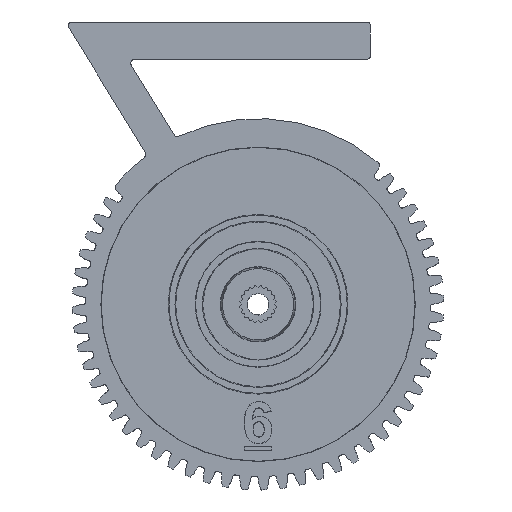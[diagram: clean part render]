
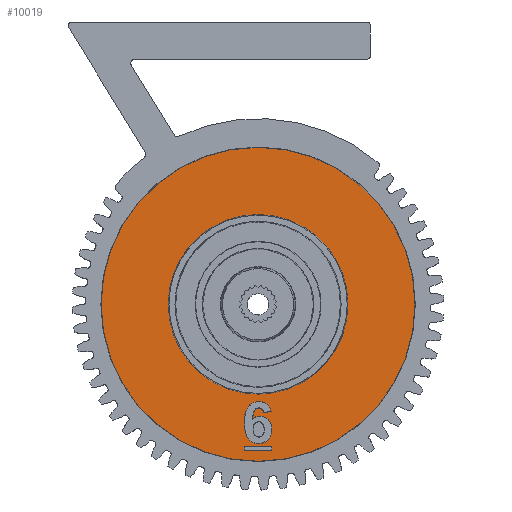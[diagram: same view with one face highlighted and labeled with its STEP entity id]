
A CAD part, top view. The second image highlights one B-rep face of the part: STEP entity #10019.
In plain terms, the highlighted planar face has unit normal (0, 0, 1).
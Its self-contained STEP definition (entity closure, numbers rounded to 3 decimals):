
#23=ELLIPSE('',#10757,15.004,4.459);
#24=ELLIPSE('',#10758,1.783,0.968);
#25=ELLIPSE('',#10759,35.227,3.104);
#26=ELLIPSE('',#10760,49.281,7.599);
#27=ELLIPSE('',#10761,35.134,7.565);
#28=ELLIPSE('',#10762,225.742,19.09);
#29=ELLIPSE('',#10763,92.349,12.588);
#30=ELLIPSE('',#10764,29.345,6.433);
#598=B_SPLINE_CURVE_WITH_KNOTS('',3,(#18482,#18483,#18484,#18485),
 .UNSPECIFIED.,.F.,.F.,(4,4),(0.,1.),.UNSPECIFIED.);
#599=B_SPLINE_CURVE_WITH_KNOTS('',3,(#18489,#18490,#18491,#18492),
 .UNSPECIFIED.,.F.,.F.,(4,4),(0.,1.),.UNSPECIFIED.);
#600=B_SPLINE_CURVE_WITH_KNOTS('',3,(#18498,#18499,#18500,#18501),
 .UNSPECIFIED.,.F.,.F.,(4,4),(0.,1.),.UNSPECIFIED.);
#601=B_SPLINE_CURVE_WITH_KNOTS('',3,(#18503,#18504,#18505,#18506),
 .UNSPECIFIED.,.F.,.F.,(4,4),(0.,1.),.UNSPECIFIED.);
#602=B_SPLINE_CURVE_WITH_KNOTS('',3,(#18510,#18511,#18512,#18513),
 .UNSPECIFIED.,.F.,.F.,(4,4),(0.,1.),.UNSPECIFIED.);
#603=B_SPLINE_CURVE_WITH_KNOTS('',3,(#18517,#18518,#18519,#18520),
 .UNSPECIFIED.,.F.,.F.,(4,4),(0.,1.),.UNSPECIFIED.);
#604=B_SPLINE_CURVE_WITH_KNOTS('',3,(#18522,#18523,#18524,#18525),
 .UNSPECIFIED.,.F.,.F.,(4,4),(0.,1.),.UNSPECIFIED.);
#1198=LINE('',#18470,#1888);
#1199=LINE('',#18472,#1889);
#1200=LINE('',#18474,#1890);
#1201=LINE('',#18475,#1891);
#1202=LINE('',#18480,#1892);
#1888=VECTOR('',#12501,0.5);
#1889=VECTOR('',#12502,3.651);
#1890=VECTOR('',#12503,0.5);
#1891=VECTOR('',#12504,3.651);
#1892=VECTOR('',#12507,1.027);
#2194=FACE_BOUND('',#3061,.T.);
#2195=FACE_BOUND('',#3062,.T.);
#2196=FACE_BOUND('',#3063,.T.);
#2522=FACE_OUTER_BOUND('',#3060,.T.);
#3060=EDGE_LOOP('',(#7408));
#3061=EDGE_LOOP('',(#7409,#7410,#7411,#7412));
#3062=EDGE_LOOP('',(#7413,#7414,#7415,#7416,#7417,#7418,#7419,#7420,#7421,
#7422,#7423,#7424,#7425,#7426,#7427,#7428));
#3063=EDGE_LOOP('',(#7429));
#3563=CIRCLE('',#10756,20.965);
#3564=CIRCLE('',#10765,12.);
#4364=VERTEX_POINT('',#18466);
#4365=VERTEX_POINT('',#18468);
#4366=VERTEX_POINT('',#18469);
#4367=VERTEX_POINT('',#18471);
#4368=VERTEX_POINT('',#18473);
#4369=VERTEX_POINT('',#18476);
#4370=VERTEX_POINT('',#18477);
#4371=VERTEX_POINT('',#18479);
#4372=VERTEX_POINT('',#18481);
#4373=VERTEX_POINT('',#18486);
#4374=VERTEX_POINT('',#18488);
#4375=VERTEX_POINT('',#18493);
#4376=VERTEX_POINT('',#18495);
#4377=VERTEX_POINT('',#18497);
#4378=VERTEX_POINT('',#18502);
#4379=VERTEX_POINT('',#18507);
#4380=VERTEX_POINT('',#18509);
#4381=VERTEX_POINT('',#18514);
#4382=VERTEX_POINT('',#18516);
#4383=VERTEX_POINT('',#18521);
#4384=VERTEX_POINT('',#18526);
#4385=VERTEX_POINT('',#18529);
#5670=EDGE_CURVE('',#4364,#4364,#3563,.T.);
#5671=EDGE_CURVE('',#4365,#4366,#1198,.T.);
#5672=EDGE_CURVE('',#4366,#4367,#1199,.T.);
#5673=EDGE_CURVE('',#4367,#4368,#1200,.T.);
#5674=EDGE_CURVE('',#4368,#4365,#1201,.T.);
#5675=EDGE_CURVE('',#4369,#4370,#23,.T.);
#5676=EDGE_CURVE('',#4371,#4369,#1202,.T.);
#5677=EDGE_CURVE('',#4372,#4371,#598,.T.);
#5678=EDGE_CURVE('',#4373,#4372,#24,.T.);
#5679=EDGE_CURVE('',#4374,#4373,#599,.T.);
#5680=EDGE_CURVE('',#4375,#4374,#25,.T.);
#5681=EDGE_CURVE('',#4376,#4375,#26,.T.);
#5682=EDGE_CURVE('',#4377,#4376,#600,.T.);
#5683=EDGE_CURVE('',#4378,#4377,#601,.T.);
#5684=EDGE_CURVE('',#4379,#4378,#27,.T.);
#5685=EDGE_CURVE('',#4380,#4379,#602,.T.);
#5686=EDGE_CURVE('',#4381,#4380,#28,.T.);
#5687=EDGE_CURVE('',#4382,#4381,#603,.T.);
#5688=EDGE_CURVE('',#4383,#4382,#604,.T.);
#5689=EDGE_CURVE('',#4384,#4383,#29,.T.);
#5690=EDGE_CURVE('',#4370,#4384,#30,.T.);
#5691=EDGE_CURVE('',#4385,#4385,#3564,.T.);
#7408=ORIENTED_EDGE('',*,*,#5670,.T.);
#7409=ORIENTED_EDGE('',*,*,#5671,.T.);
#7410=ORIENTED_EDGE('',*,*,#5672,.T.);
#7411=ORIENTED_EDGE('',*,*,#5673,.T.);
#7412=ORIENTED_EDGE('',*,*,#5674,.T.);
#7413=ORIENTED_EDGE('',*,*,#5675,.F.);
#7414=ORIENTED_EDGE('',*,*,#5676,.F.);
#7415=ORIENTED_EDGE('',*,*,#5677,.F.);
#7416=ORIENTED_EDGE('',*,*,#5678,.F.);
#7417=ORIENTED_EDGE('',*,*,#5679,.F.);
#7418=ORIENTED_EDGE('',*,*,#5680,.F.);
#7419=ORIENTED_EDGE('',*,*,#5681,.F.);
#7420=ORIENTED_EDGE('',*,*,#5682,.F.);
#7421=ORIENTED_EDGE('',*,*,#5683,.F.);
#7422=ORIENTED_EDGE('',*,*,#5684,.F.);
#7423=ORIENTED_EDGE('',*,*,#5685,.F.);
#7424=ORIENTED_EDGE('',*,*,#5686,.F.);
#7425=ORIENTED_EDGE('',*,*,#5687,.F.);
#7426=ORIENTED_EDGE('',*,*,#5688,.F.);
#7427=ORIENTED_EDGE('',*,*,#5689,.F.);
#7428=ORIENTED_EDGE('',*,*,#5690,.F.);
#7429=ORIENTED_EDGE('',*,*,#5691,.F.);
#9085=PLANE('',#10755);
#10019=ADVANCED_FACE('',(#2522,#2194,#2195,#2196),#9085,.T.);
#10755=AXIS2_PLACEMENT_3D('',#18465,#12497,#12498);
#10756=AXIS2_PLACEMENT_3D('',#18467,#12499,#12500);
#10757=AXIS2_PLACEMENT_3D('',#18478,#12505,#12506);
#10758=AXIS2_PLACEMENT_3D('',#18487,#12508,#12509);
#10759=AXIS2_PLACEMENT_3D('',#18494,#12510,#12511);
#10760=AXIS2_PLACEMENT_3D('',#18496,#12512,#12513);
#10761=AXIS2_PLACEMENT_3D('',#18508,#12514,#12515);
#10762=AXIS2_PLACEMENT_3D('',#18515,#12516,#12517);
#10763=AXIS2_PLACEMENT_3D('',#18527,#12518,#12519);
#10764=AXIS2_PLACEMENT_3D('',#18528,#12520,#12521);
#10765=AXIS2_PLACEMENT_3D('',#18530,#12522,#12523);
#12497=DIRECTION('center_axis',(0.,0.,1.));
#12498=DIRECTION('ref_axis',(1.,0.,0.));
#12499=DIRECTION('center_axis',(0.,0.,1.));
#12500=DIRECTION('ref_axis',(1.,0.,0.));
#12501=DIRECTION('',(0.,1.,0.));
#12502=DIRECTION('',(1.,0.,0.));
#12503=DIRECTION('',(0.,-1.,0.));
#12504=DIRECTION('',(-1.,0.,0.));
#12505=DIRECTION('center_axis',(0.,0.,1.));
#12506=DIRECTION('ref_axis',(-0.662,-0.75,0.));
#12507=DIRECTION('',(0.994,0.11,0.));
#12508=DIRECTION('center_axis',(0.,0.,-1.));
#12509=DIRECTION('ref_axis',(0.57,0.821,0.));
#12510=DIRECTION('center_axis',(0.,0.,-1.));
#12511=DIRECTION('ref_axis',(-0.253,0.967,0.));
#12512=DIRECTION('center_axis',(0.,0.,1.));
#12513=DIRECTION('ref_axis',(0.368,-0.93,0.));
#12514=DIRECTION('center_axis',(0.,0.,1.));
#12515=DIRECTION('ref_axis',(0.818,-0.575,0.));
#12516=DIRECTION('center_axis',(0.,0.,1.));
#12517=DIRECTION('ref_axis',(-0.422,-0.906,0.));
#12518=DIRECTION('center_axis',(0.,0.,1.));
#12519=DIRECTION('ref_axis',(0.445,-0.896,0.));
#12520=DIRECTION('center_axis',(0.,0.,1.));
#12521=DIRECTION('ref_axis',(-0.511,-0.859,0.));
#12522=DIRECTION('center_axis',(0.,0.,1.));
#12523=DIRECTION('ref_axis',(1.,0.,0.));
#18465=CARTESIAN_POINT('Origin',(0.,0.,2.));
#18466=CARTESIAN_POINT('',(-20.965,0.,2.));
#18467=CARTESIAN_POINT('Origin',(0.,0.,2.));
#18468=CARTESIAN_POINT('',(-1.825,-19.5,2.));
#18469=CARTESIAN_POINT('',(-1.825,-19.,2.));
#18470=CARTESIAN_POINT('',(-1.825,-19.5,2.));
#18471=CARTESIAN_POINT('',(1.827,-19.,2.));
#18472=CARTESIAN_POINT('',(-1.825,-19.,2.));
#18473=CARTESIAN_POINT('',(1.827,-19.5,2.));
#18474=CARTESIAN_POINT('',(1.827,-19.,2.));
#18475=CARTESIAN_POINT('',(1.827,-19.5,2.));
#18476=CARTESIAN_POINT('',(1.735,-14.347,2.));
#18477=CARTESIAN_POINT('',(1.21,-13.33,2.));
#18478=CARTESIAN_POINT('Origin',(-8.701,-24.595,2.));
#18479=CARTESIAN_POINT('',(0.715,-14.459,2.));
#18480=CARTESIAN_POINT('',(0.715,-14.459,2.));
#18481=CARTESIAN_POINT('',(0.519,-13.995,2.));
#18482=CARTESIAN_POINT('Ctrl Pts',(0.519,-13.995,
2.));
#18483=CARTESIAN_POINT('Ctrl Pts',(0.625,-14.095,2.));
#18484=CARTESIAN_POINT('Ctrl Pts',(0.688,-14.249,2.));
#18485=CARTESIAN_POINT('Ctrl Pts',(0.715,-14.459,
2.));
#18486=CARTESIAN_POINT('',(0.111,-13.844,2.));
#18487=CARTESIAN_POINT('Origin',(-0.561,-15.41,2.));
#18488=CARTESIAN_POINT('',(-0.455,-14.145,2.));
#18489=CARTESIAN_POINT('Ctrl Pts',(-0.455,-14.145,
2.));
#18490=CARTESIAN_POINT('Ctrl Pts',(-0.302,-13.945,
2.));
#18491=CARTESIAN_POINT('Ctrl Pts',(-0.114,-13.844,
2.));
#18492=CARTESIAN_POINT('Ctrl Pts',(0.111,-13.844,
2.));
#18493=CARTESIAN_POINT('',(-0.745,-15.394,2.));
#18494=CARTESIAN_POINT('Origin',(8.653,-48.089,2.));
#18495=CARTESIAN_POINT('',(0.234,-14.928,2.));
#18496=CARTESIAN_POINT('Origin',(17.902,-60.838,2.));
#18497=CARTESIAN_POINT('',(1.363,-15.432,2.));
#18498=CARTESIAN_POINT('Ctrl Pts',(1.363,-15.432,2.));
#18499=CARTESIAN_POINT('Ctrl Pts',(1.049,-15.097,2.));
#18500=CARTESIAN_POINT('Ctrl Pts',(0.673,-14.928,
2.));
#18501=CARTESIAN_POINT('Ctrl Pts',(0.234,-14.928,2.));
#18502=CARTESIAN_POINT('',(1.836,-16.729,2.));
#18503=CARTESIAN_POINT('Ctrl Pts',(1.836,-16.729,2.));
#18504=CARTESIAN_POINT('Ctrl Pts',(1.836,-16.2,2.));
#18505=CARTESIAN_POINT('Ctrl Pts',(1.679,-15.769,2.));
#18506=CARTESIAN_POINT('Ctrl Pts',(1.363,-15.432,2.));
#18507=CARTESIAN_POINT('',(1.342,-18.084,2.));
#18508=CARTESIAN_POINT('Origin',(-27.225,2.333,2.));
#18509=CARTESIAN_POINT('',(0.069,-18.594,2.));
#18510=CARTESIAN_POINT('Ctrl Pts',(0.069,-18.594,
2.));
#18511=CARTESIAN_POINT('Ctrl Pts',(0.587,-18.594,
2.));
#18512=CARTESIAN_POINT('Ctrl Pts',(1.011,-18.425,2.));
#18513=CARTESIAN_POINT('Ctrl Pts',(1.342,-18.084,2.));
#18514=CARTESIAN_POINT('',(-1.301,-17.949,2.));
#18515=CARTESIAN_POINT('Origin',(94.657,186.185,2.));
#18516=CARTESIAN_POINT('',(-1.836,-15.825,2.));
#18517=CARTESIAN_POINT('Ctrl Pts',(-1.836,-15.825,2.));
#18518=CARTESIAN_POINT('Ctrl Pts',(-1.836,-16.808,
2.));
#18519=CARTESIAN_POINT('Ctrl Pts',(-1.66,-17.517,
2.));
#18520=CARTESIAN_POINT('Ctrl Pts',(-1.301,-17.949,
2.));
#18521=CARTESIAN_POINT('',(-1.278,-13.645,2.));
#18522=CARTESIAN_POINT('Ctrl Pts',(-1.278,-13.645,
2.));
#18523=CARTESIAN_POINT('Ctrl Pts',(-1.653,-14.092,
2.));
#18524=CARTESIAN_POINT('Ctrl Pts',(-1.836,-14.82,
2.));
#18525=CARTESIAN_POINT('Ctrl Pts',(-1.836,-15.825,2.));
#18526=CARTESIAN_POINT('',(0.174,-12.977,2.));
#18527=CARTESIAN_POINT('Origin',(40.371,-95.89,2.));
#18528=CARTESIAN_POINT('Origin',(-13.989,-38.41,2.));
#18529=CARTESIAN_POINT('',(12.,0.,2.));
#18530=CARTESIAN_POINT('Origin',(0.,0.,2.));
